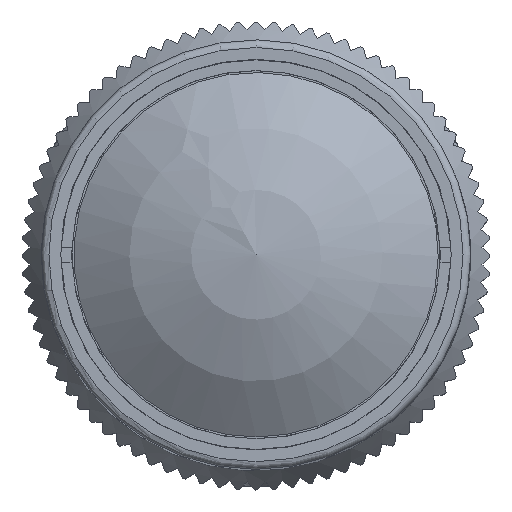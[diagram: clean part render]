
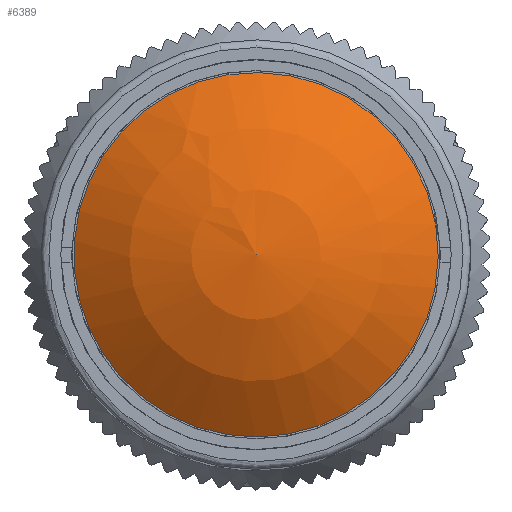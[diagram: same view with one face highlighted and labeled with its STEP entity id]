
A CAD part, top view. The second image highlights one B-rep face of the part: STEP entity #6389.
In plain terms, the highlighted spherical face has radius 19.19 mm.
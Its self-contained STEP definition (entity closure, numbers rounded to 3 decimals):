
#15=SPHERICAL_SURFACE('',#6793,19.19);
#1302=FACE_OUTER_BOUND('',#1654,.T.);
#1654=EDGE_LOOP('',(#4037));
#1980=CIRCLE('',#6702,11.879);
#2207=VERTEX_POINT('',#8911);
#2864=EDGE_CURVE('',#2207,#2207,#1980,.T.);
#4037=ORIENTED_EDGE('',*,*,#2864,.T.);
#6389=ADVANCED_FACE('',(#1302),#15,.T.);
#6702=AXIS2_PLACEMENT_3D('',#8912,#7327,#7328);
#6793=AXIS2_PLACEMENT_3D('',#9214,#7568,#7569);
#7327=DIRECTION('center_axis',(0.,0.,1.));
#7328=DIRECTION('ref_axis',(0.,1.,0.));
#7568=DIRECTION('center_axis',(0.,0.,
1.));
#7569=DIRECTION('ref_axis',(-0.481,0.877,0.));
#8911=CARTESIAN_POINT('',(0.,-11.879,-5.376));
#8912=CARTESIAN_POINT('Origin',(0.,0.,
-5.376));
#9214=CARTESIAN_POINT('Origin',(0.,0.,
-20.448));
